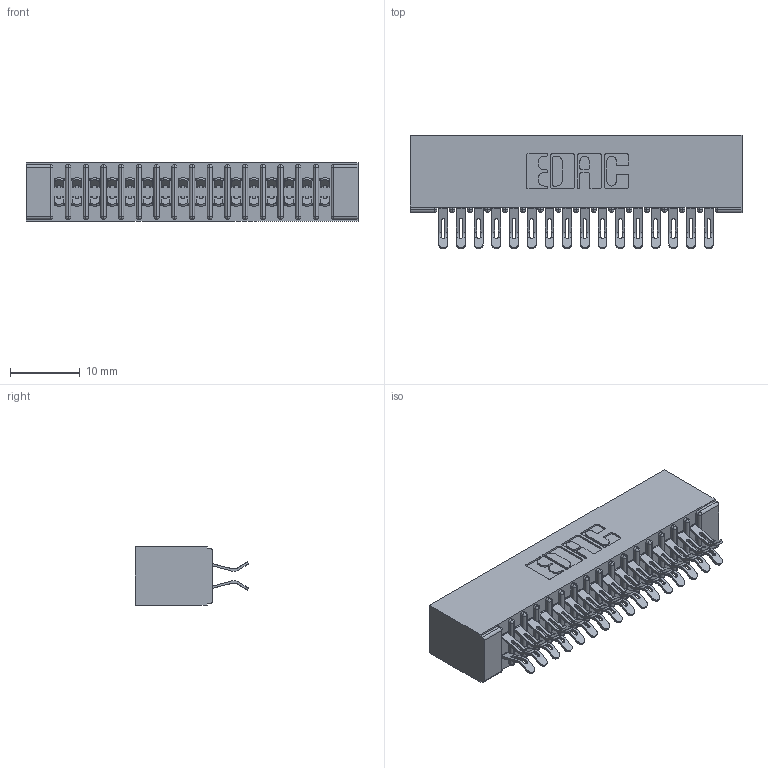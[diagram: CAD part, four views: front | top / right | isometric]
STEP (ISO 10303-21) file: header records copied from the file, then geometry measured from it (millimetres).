
FILE_DESCRIPTION (( 'STEP AP203' ), '1' );
FILE_NAME ('341-032-555-201.STEP', '2018-08-06T21:04:19', ( '' ), ( '' ), 'SwSTEP 2.0', 'SolidWorks 2016', '' );
FILE_SCHEMA (( 'CONFIG_CONTROL_DESIGN' ));
Length unit declared in the file: inch
Products named in the file (3): 341 Part_No Mounting Lugs; 341-292-001_341-292-155; 341-032-555-201
Assembly tree (33 placements, depth 2):
  341-032-555-201
    341 Part_No Mounting Lugs
    341-292-001_341-292-155  x32
Bounding box: 47.62 x 16.31 x 8.38 mm (x, y, z)
Volume: 2897.2 mm3; surface area: 6589.6 mm2
Topology: 33 solids, 33 shells, 2604 faces, 7764 edges, 5054 vertices
Faces by surface type: plane 1408, cylinder 1132, sphere 34, torus 30
Entity records: 23019 total; most frequent: CARTESIAN_POINT 3842, ORIENTED_EDGE 3804, DIRECTION 3736, EDGE_CURVE 1902, LINE 1496, VECTOR 1496, VERTEX_POINT 1210, AXIS2_PLACEMENT_3D 1120
